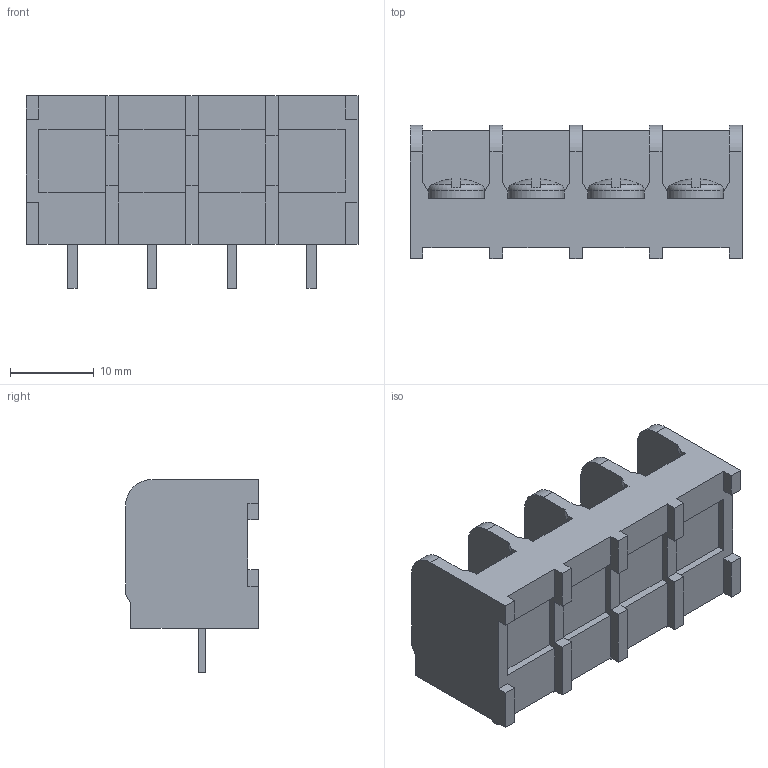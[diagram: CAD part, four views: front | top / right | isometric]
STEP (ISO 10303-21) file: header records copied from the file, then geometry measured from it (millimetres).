
FILE_DESCRIPTION((''),'2;1');
FILE_NAME('C-7-1437651-7','2011-04-29T',('workeradm'),('Tyco Electronics Ltd.'),'PRO/ENGINEER BY PARAMETRIC TECHNOLOGY CORPORATION, 2009300','PRO/ENGINEER BY PARAMETRIC TECHNOLOGY CORPORATION, 2009300','');
FILE_SCHEMA(('AUTOMOTIVE_DESIGN { 1 0 10303 214 1 1 1 1 }'));
Length unit declared in the file: inch
Products named in the file (1): C-7-1437651-7
Bounding box: 39.65 x 15.88 x 23.04 mm (x, y, z)
Volume: 6194.2 mm3; surface area: 4802.7 mm2
Topology: 1 solids, 1 shells, 285 faces, 801 edges, 526 vertices
Faces by surface type: plane 232, cylinder 37, torus 8, sphere 8
Entity records: 10339 total; most frequent: CARTESIAN_POINT 2659, ORIENTED_EDGE 1602, DIRECTION 1445, EDGE_CURVE 801, VECTOR 679, LINE 679, VERTEX_POINT 526, AXIS2_PLACEMENT_3D 383
